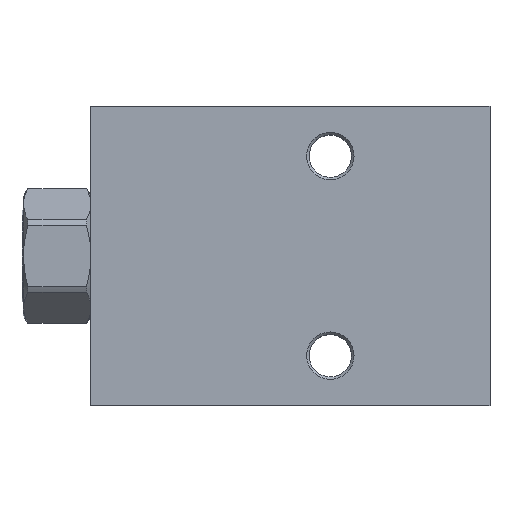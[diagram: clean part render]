
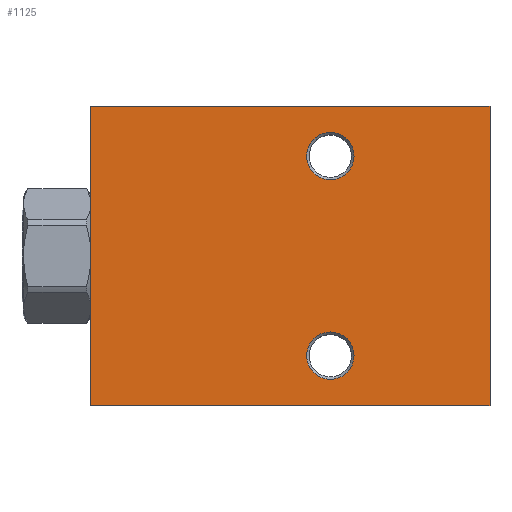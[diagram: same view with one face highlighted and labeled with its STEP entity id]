
A CAD part, top view. The second image highlights one B-rep face of the part: STEP entity #1125.
In plain terms, the highlighted planar face has unit normal (0, 0, 1).
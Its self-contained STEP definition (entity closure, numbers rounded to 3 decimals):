
#79=LINE('',#1534,#103);
#82=LINE('',#1540,#106);
#85=LINE('',#1550,#109);
#88=LINE('',#1567,#112);
#103=VECTOR('',#1299,1000.);
#106=VECTOR('',#1304,1000.);
#109=VECTOR('',#1313,1000.);
#112=VECTOR('',#1330,1000.);
#159=ORIENTED_EDGE('',*,*,#349,.F.);
#160=ORIENTED_EDGE('',*,*,#345,.F.);
#161=ORIENTED_EDGE('',*,*,#327,.F.);
#162=ORIENTED_EDGE('',*,*,#344,.F.);
#163=ORIENTED_EDGE('',*,*,#335,.F.);
#164=ORIENTED_EDGE('',*,*,#330,.F.);
#327=EDGE_CURVE('',#425,#426,#79,.T.);
#330=EDGE_CURVE('',#426,#428,#82,.T.);
#335=EDGE_CURVE('',#428,#432,#85,.T.);
#344=EDGE_CURVE('',#432,#425,#88,.T.);
#345=EDGE_CURVE('',#439,#439,#501,.T.);
#349=EDGE_CURVE('',#443,#443,#505,.T.);
#425=VERTEX_POINT('',#1533);
#426=VERTEX_POINT('',#1535);
#428=VERTEX_POINT('',#1541);
#432=VERTEX_POINT('',#1551);
#439=VERTEX_POINT('',#1570);
#443=VERTEX_POINT('',#1581);
#501=CIRCLE('',#1195,4.75);
#505=CIRCLE('',#1202,4.75);
#556=EDGE_LOOP('',(#159));
#557=EDGE_LOOP('',(#160));
#558=EDGE_LOOP('',(#161,#162,#163,#164));
#640=FACE_BOUND('',#556,.T.);
#641=FACE_BOUND('',#557,.T.);
#642=FACE_BOUND('',#558,.T.);
#713=PLANE('',#1201);
#1125=ADVANCED_FACE('',(#640,#641,#642),#713,.T.);
#1195=AXIS2_PLACEMENT_3D('',#1569,#1333,#1334);
#1201=AXIS2_PLACEMENT_3D('',#1579,#1345,#1346);
#1202=AXIS2_PLACEMENT_3D('',#1580,#1347,#1348);
#1299=DIRECTION('',(1.,0.,0.));
#1304=DIRECTION('',(0.,-1.,0.));
#1313=DIRECTION('',(-1.,0.,0.));
#1330=DIRECTION('',(0.,1.,0.));
#1333=DIRECTION('',(0.,0.,1.));
#1334=DIRECTION('',(-1.,0.,0.));
#1345=DIRECTION('',(0.,0.,1.));
#1346=DIRECTION('',(1.,0.,0.));
#1347=DIRECTION('',(0.,0.,1.));
#1348=DIRECTION('',(-1.,0.,0.));
#1533=CARTESIAN_POINT('',(0.,0.,0.));
#1534=CARTESIAN_POINT('',(0.,0.,0.));
#1535=CARTESIAN_POINT('',(80.,0.,0.));
#1540=CARTESIAN_POINT('',(80.,0.,0.));
#1541=CARTESIAN_POINT('',(80.,-60.,0.));
#1550=CARTESIAN_POINT('',(80.,-60.,0.));
#1551=CARTESIAN_POINT('',(0.,-60.,0.));
#1567=CARTESIAN_POINT('',(0.,-60.,0.));
#1569=CARTESIAN_POINT('',(48.,-10.,0.));
#1570=CARTESIAN_POINT('',(43.25,-10.,0.));
#1579=CARTESIAN_POINT('',(40.,-30.,0.));
#1580=CARTESIAN_POINT('',(48.,-50.,0.));
#1581=CARTESIAN_POINT('',(43.25,-50.,0.));
